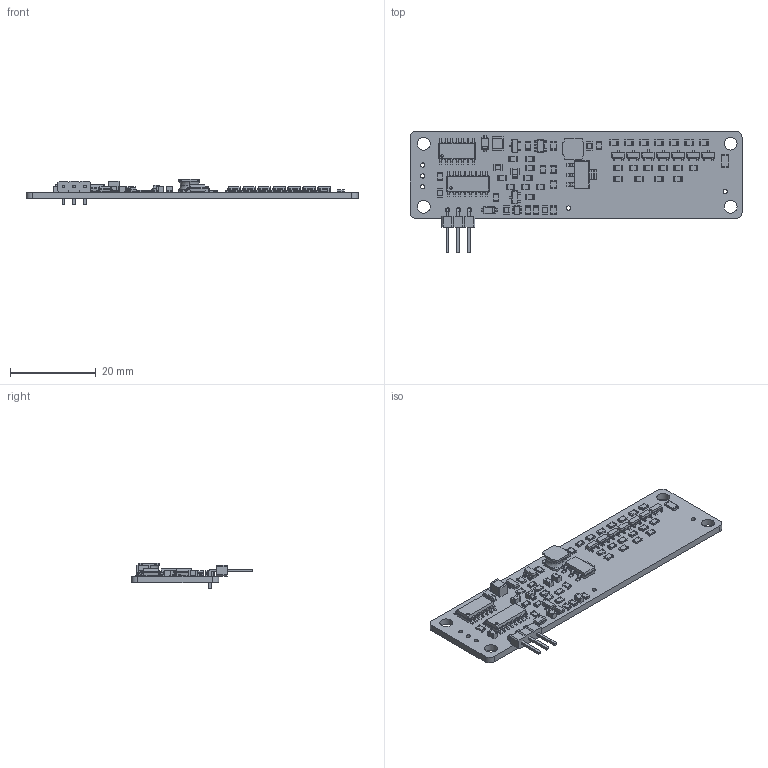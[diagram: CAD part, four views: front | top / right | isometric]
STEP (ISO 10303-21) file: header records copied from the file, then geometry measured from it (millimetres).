
FILE_DESCRIPTION(('FreeCAD Model'),'2;1');
FILE_NAME('Open CASCADE Shape Model','2021-01-14T10:43:21',( 'kicad StepUp'),('ksu MCAD'),'Open CASCADE STEP processor 7.4', 'FreeCAD','Unknown');
FILE_SCHEMA(('AUTOMOTIVE_DESIGN { 1 0 10303 214 1 1 1 1 }'));
Length unit declared in the file: millimetre
Products named in the file (18): OpenHVPS-1; Board_Geoms_506c; Pcb_506c; Step_Models_506c; Top_506c; "R21"_R_0805_2012Metric_05bef3d9-7e80-43c2-8c26-0f07af2489c6; "J2"_PinHeader_1x03_P254mm_Horizontal_
10927345-14f6-4e51-bc8a-a689d1b5f289[2]; "D6"_SOT_23_1b05ef8d-8421-4177-840e-f2ee5bb1c449; "Q3"_SOT_363_SC_70_6_23e69448-3871-482e-98a8-997065de55e0; "C19"_C_0805_2012Metric_3064a2ab-b1e1-41a3-96de-d2e2e11431de; "D8"_D_SOD_123_486a33f8-06b4-4b62-b7df-41ee1187ac09; "U2"_SOT_23_5_4d49d867-5260-41aa-9fdb-ece142794780; "R7"_R_1206_3216Metric_70a92563-8c18-463e-b65b-e07993cc5b64; "L1"_User_Library-SMDpowerInductor_
8efecfac-bf67-4a0d-b4e2-4423f34b4e95[2]; "U1"_SOIC_14_39x87mm_P127mm_9bc91ab9-ea0d-4d49-869c-6cbfd59bc71c; "U3"_SOIC_16_39x99mm_P127mm_c50f467c-c713-4f3a-a5a9-49f5d52d5fa9; "Q1"_SOT_223_c51ee79e-3f73-43b1-a02b-215e7cb4282f; "C17"_C_1210_3225Metric_e83b62ee-5154-494f-978e-5abf8272b843
Assembly tree (68 placements, depth 4):
  OpenHVPS-1
    Board_Geoms_506c
      Pcb_506c
    Step_Models_506c
      Top_506c
        "R21"_R_0805_2012Metric_05bef3d9-7e80-43c2-8c26-0f07af2489c6  x36
        "J2"_PinHeader_1x03_P254mm_Horizontal_
10927345-14f6-4e51-bc8a-a689d1b5f289[2]
        "D6"_SOT_23_1b05ef8d-8421-4177-840e-f2ee5bb1c449  x9
        "Q3"_SOT_363_SC_70_6_23e69448-3871-482e-98a8-997065de55e0
        "C19"_C_0805_2012Metric_3064a2ab-b1e1-41a3-96de-d2e2e11431de  x8
        "D8"_D_SOD_123_486a33f8-06b4-4b62-b7df-41ee1187ac09  x2
        "U2"_SOT_23_5_4d49d867-5260-41aa-9fdb-ece142794780
        "R7"_R_1206_3216Metric_70a92563-8c18-463e-b65b-e07993cc5b64
        "L1"_User_Library-SMDpowerInductor_
8efecfac-bf67-4a0d-b4e2-4423f34b4e95[2]
        "U1"_SOIC_14_39x87mm_P127mm_9bc91ab9-ea0d-4d49-869c-6cbfd59bc71c
        "U3"_SOIC_16_39x99mm_P127mm_c50f467c-c713-4f3a-a5a9-49f5d52d5fa9
        "Q1"_SOT_223_c51ee79e-3f73-43b1-a02b-215e7cb4282f
        "C17"_C_1210_3225Metric_e83b62ee-5154-494f-978e-5abf8272b843
Bounding box: 77.5 x 28.47 x 6 mm (x, y, z)
Volume: 2891.5 mm3; surface area: 4871.7 mm2
Topology: 65 solids, 65 shells, 3030 faces, 7682 edges, 4812 vertices
Faces by surface type: plane 1833, cylinder 745, bspline 448, torus 4
Full cylindrical faces by diameter (mm): 0.6 x2, 1 x8, 3 x4
Entity records: 45928 total; most frequent: CARTESIAN_POINT 7342, ORIENTED_EDGE 6404, DIRECTION 5782, EDGE_CURVE 3202, LINE 2430, VECTOR 2430, VERTEX_POINT 1996, AXIS2_PLACEMENT_3D 1676
